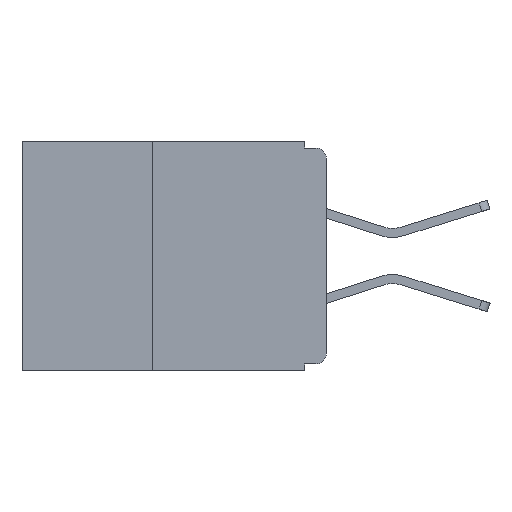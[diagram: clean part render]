
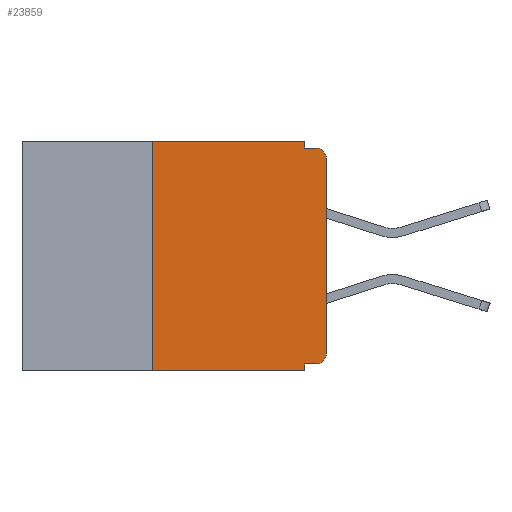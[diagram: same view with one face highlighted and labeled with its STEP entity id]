
A CAD part, left-side view. The second image highlights one B-rep face of the part: STEP entity #23859.
In plain terms, the highlighted planar face has unit normal (-1, 0, 0).
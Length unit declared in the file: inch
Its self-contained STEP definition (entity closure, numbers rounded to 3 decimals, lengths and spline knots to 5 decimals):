
#444 = CARTESIAN_POINT ( 'NONE',  ( 0., 0.015, -0.025 ) ) ;
#731 = CARTESIAN_POINT ( 'NONE',  ( 0., 0.437, -0.33 ) ) ;
#1224 = LINE ( 'NONE', #16868, #20640 ) ;
#1957 = FACE_OUTER_BOUND ( 'NONE', #11659, .T. ) ;
#2509 = ORIENTED_EDGE ( 'NONE', *, *, #8547, .T. ) ;
#2686 = VERTEX_POINT ( 'NONE', #18342 ) ;
#2958 = LINE ( 'NONE', #29395, #15672 ) ;
#3036 = DIRECTION ( 'NONE',  ( 0., 0., -1. ) ) ;
#3137 = AXIS2_PLACEMENT_3D ( 'NONE', #23336, #8272, #25954 ) ;
#3304 = DIRECTION ( 'NONE',  ( 0., -1., 0. ) ) ;
#3413 = CARTESIAN_POINT ( 'NONE',  ( 0., 0.015, -0.305 ) ) ;
#3883 = ORIENTED_EDGE ( 'NONE', *, *, #32385, .F. ) ;
#3904 = ORIENTED_EDGE ( 'NONE', *, *, #22318, .F. ) ;
#4308 = CARTESIAN_POINT ( 'NONE',  ( 0., 0.015, -0.01 ) ) ;
#4677 = DIRECTION ( 'NONE',  ( 0., 0., -1. ) ) ;
#4716 = CARTESIAN_POINT ( 'NONE',  ( 0., 0.015, -0.32 ) ) ;
#4897 = CIRCLE ( 'NONE', #17494, 0.015 ) ;
#5057 = CARTESIAN_POINT ( 'NONE',  ( 0., 0.25, -0.33 ) ) ;
#5355 = VERTEX_POINT ( 'NONE', #23966 ) ;
#6005 = DIRECTION ( 'NONE',  ( 0., 0., -1. ) ) ;
#6463 = DIRECTION ( 'NONE',  ( 0., -1., 0. ) ) ;
#7234 = ORIENTED_EDGE ( 'NONE', *, *, #17456, .F. ) ;
#7687 = EDGE_CURVE ( 'NONE', #16103, #11318, #29486, .T. ) ;
#7831 = CARTESIAN_POINT ( 'NONE',  ( 0., 0., -0.025 ) ) ;
#8272 = DIRECTION ( 'NONE',  ( 1., 0., 0. ) ) ;
#8547 = EDGE_CURVE ( 'NONE', #29931, #16103, #4897, .T. ) ;
#9308 = VECTOR ( 'NONE', #14466, 39.37008 ) ;
#10490 = LINE ( 'NONE', #27388, #29061 ) ;
#11318 = VERTEX_POINT ( 'NONE', #7831 ) ;
#11548 = CARTESIAN_POINT ( 'NONE',  ( 0., 0.437, 0. ) ) ;
#11659 = EDGE_LOOP ( 'NONE', ( #21385, #31390, #31880, #22945, #3883, #7234, #19310, #3904, #18470, #2509 ) ) ;
#13045 = VECTOR ( 'NONE', #30690, 39.37008 ) ;
#13053 = CARTESIAN_POINT ( 'NONE',  ( 0., 0., -0.01 ) ) ;
#13245 = VERTEX_POINT ( 'NONE', #28293 ) ;
#13648 = VECTOR ( 'NONE', #6463, 39.37008 ) ;
#13774 = CARTESIAN_POINT ( 'NONE',  ( 0., 0., -0.305 ) ) ;
#14433 = LINE ( 'NONE', #11548, #13648 ) ;
#14466 = DIRECTION ( 'NONE',  ( 0., 0., 1. ) ) ;
#14488 = EDGE_CURVE ( 'NONE', #25570, #13245, #15403, .T. ) ;
#14570 = CARTESIAN_POINT ( 'NONE',  ( 0., 0.25, -0.33 ) ) ;
#15301 = EDGE_CURVE ( 'NONE', #5355, #16282, #31570, .T. ) ;
#15403 = LINE ( 'NONE', #731, #21284 ) ;
#15672 = VECTOR ( 'NONE', #32101, 39.37008 ) ;
#15881 = CARTESIAN_POINT ( 'NONE',  ( 0., 0.25, 0. ) ) ;
#16103 = VERTEX_POINT ( 'NONE', #13774 ) ;
#16282 = VERTEX_POINT ( 'NONE', #4308 ) ;
#16868 = CARTESIAN_POINT ( 'NONE',  ( 0., 0.031, -0.33 ) ) ;
#17456 = EDGE_CURVE ( 'NONE', #25570, #19433, #31414, .T. ) ;
#17494 = AXIS2_PLACEMENT_3D ( 'NONE', #3413, #21110, #6005 ) ;
#17512 = EDGE_CURVE ( 'NONE', #23124, #5355, #10490, .T. ) ;
#18201 = DIRECTION ( 'NONE',  ( -1., 0., 0. ) ) ;
#18342 = CARTESIAN_POINT ( 'NONE',  ( 0., 0.031, -0.32 ) ) ;
#18470 = ORIENTED_EDGE ( 'NONE', *, *, #31728, .F. ) ;
#19310 = ORIENTED_EDGE ( 'NONE', *, *, #14488, .T. ) ;
#19356 = DIRECTION ( 'NONE',  ( 0., 0., -1. ) ) ;
#19433 = VERTEX_POINT ( 'NONE', #15881 ) ;
#19867 = CARTESIAN_POINT ( 'NONE',  ( 0., 0.031, 0. ) ) ;
#20485 = AXIS2_PLACEMENT_3D ( 'NONE', #444, #18201, #3036 ) ;
#20640 = VECTOR ( 'NONE', #19356, 39.37008 ) ;
#21110 = DIRECTION ( 'NONE',  ( -1., 0., 0. ) ) ;
#21284 = VECTOR ( 'NONE', #3304, 39.37008 ) ;
#21385 = ORIENTED_EDGE ( 'NONE', *, *, #7687, .T. ) ;
#22318 = EDGE_CURVE ( 'NONE', #2686, #13245, #1224, .T. ) ;
#22945 = ORIENTED_EDGE ( 'NONE', *, *, #17512, .F. ) ;
#23124 = VERTEX_POINT ( 'NONE', #19867 ) ;
#23336 = CARTESIAN_POINT ( 'NONE',  ( 0., 0.437, 0. ) ) ;
#23859 = ADVANCED_FACE ( 'NONE', ( #1957 ), #30895, .F. ) ;
#23966 = CARTESIAN_POINT ( 'NONE',  ( 0., 0.031, -0.01 ) ) ;
#24486 = CARTESIAN_POINT ( 'NONE',  ( 0., 0., 0. ) ) ;
#24700 = VECTOR ( 'NONE', #32168, 39.37008 ) ;
#25570 = VERTEX_POINT ( 'NONE', #5057 ) ;
#25954 = DIRECTION ( 'NONE',  ( 0., 0., -1. ) ) ;
#26328 = CIRCLE ( 'NONE', #20485, 0.015 ) ;
#27388 = CARTESIAN_POINT ( 'NONE',  ( 0., 0.031, 0. ) ) ;
#28293 = CARTESIAN_POINT ( 'NONE',  ( 0., 0.031, -0.33 ) ) ;
#29061 = VECTOR ( 'NONE', #4677, 39.37008 ) ;
#29395 = CARTESIAN_POINT ( 'NONE',  ( 0., 0., -0.32 ) ) ;
#29486 = LINE ( 'NONE', #24486, #9308 ) ;
#29931 = VERTEX_POINT ( 'NONE', #4716 ) ;
#30690 = DIRECTION ( 'NONE',  ( 0., -1., 0. ) ) ;
#30895 = PLANE ( 'NONE',  #3137 ) ;
#31390 = ORIENTED_EDGE ( 'NONE', *, *, #32016, .T. ) ;
#31414 = LINE ( 'NONE', #14570, #24700 ) ;
#31570 = LINE ( 'NONE', #13053, #13045 ) ;
#31728 = EDGE_CURVE ( 'NONE', #29931, #2686, #2958, .T. ) ;
#31880 = ORIENTED_EDGE ( 'NONE', *, *, #15301, .F. ) ;
#32016 = EDGE_CURVE ( 'NONE', #11318, #16282, #26328, .T. ) ;
#32101 = DIRECTION ( 'NONE',  ( 0., 1., 0. ) ) ;
#32168 = DIRECTION ( 'NONE',  ( 0., 0., 1. ) ) ;
#32385 = EDGE_CURVE ( 'NONE', #19433, #23124, #14433, .T. ) ;
